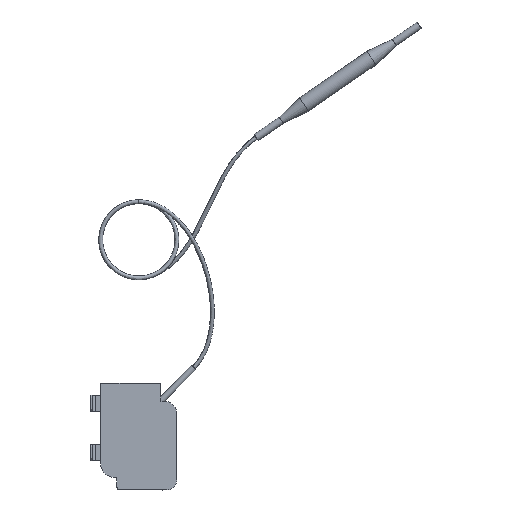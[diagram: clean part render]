
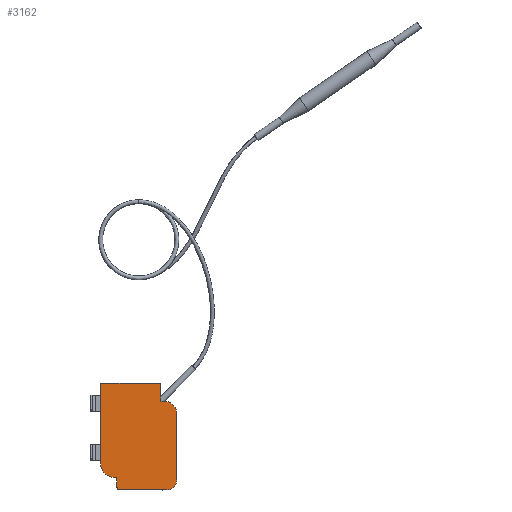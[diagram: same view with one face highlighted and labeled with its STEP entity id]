
A CAD part, front view. The second image highlights one B-rep face of the part: STEP entity #3162.
In plain terms, the highlighted planar face has unit normal (0, -1, 0).
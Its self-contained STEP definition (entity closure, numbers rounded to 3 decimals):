
#661=DIRECTION('',(0.,0.,1.));
#662=VECTOR('',#661,7.);
#663=CARTESIAN_POINT('',(8.6,-15.,15.));
#664=LINE('',#663,#662);
#669=DIRECTION('',(0.,0.,1.));
#670=VECTOR('',#669,3.);
#671=CARTESIAN_POINT('',(-8.6,-15.,-19.));
#672=LINE('',#671,#670);
#673=DIRECTION('',(1.,0.,0.));
#674=VECTOR('',#673,0.1);
#675=CARTESIAN_POINT('',(-9.7,-15.,-15.));
#676=LINE('',#675,#674);
#677=CARTESIAN_POINT('',(-9.7,-15.,-9.7));
#678=DIRECTION('',(0.,-1.,0.));
#679=DIRECTION('',(-1.,0.,0.));
#680=AXIS2_PLACEMENT_3D('',#677,#678,#679);
#682=DIRECTION('',(-1.,0.,0.));
#683=VECTOR('',#682,23.6);
#684=CARTESIAN_POINT('',(8.6,-15.,22.));
#685=LINE('',#684,#683);
#686=DIRECTION('',(-1.,0.,0.));
#687=VECTOR('',#686,1.1);
#688=CARTESIAN_POINT('',(9.7,-15.,15.));
#689=LINE('',#688,#687);
#690=CARTESIAN_POINT('',(9.7,-15.,9.7));
#691=DIRECTION('',(0.,-1.,0.));
#692=DIRECTION('',(1.,0.,0.));
#693=AXIS2_PLACEMENT_3D('',#690,#691,#692);
#695=CARTESIAN_POINT('',(11.,-15.,-16.));
#696=DIRECTION('',(0.,-1.,0.));
#697=DIRECTION('',(0.,0.,-1.));
#698=AXIS2_PLACEMENT_3D('',#695,#696,#697);
#700=DIRECTION('',(-1.,0.,0.));
#701=VECTOR('',#700,18.6);
#702=CARTESIAN_POINT('',(11.,-15.,-20.));
#703=LINE('',#702,#701);
#704=CARTESIAN_POINT('',(-7.6,-15.,-19.));
#705=DIRECTION('',(0.,-1.,0.));
#706=DIRECTION('',(-1.,0.,0.));
#707=AXIS2_PLACEMENT_3D('',#704,#705,#706);
#946=DIRECTION('',(0.,0.,-1.));
#947=VECTOR('',#946,31.7);
#948=CARTESIAN_POINT('',(-15.,-15.,22.));
#949=LINE('',#948,#947);
#1192=CARTESIAN_POINT('',(-9.6,-15.,-16.));
#1193=DIRECTION('',(0.,1.,0.));
#1194=DIRECTION('',(0.,0.,1.));
#1195=AXIS2_PLACEMENT_3D('',#1192,#1193,#1194);
#1331=DIRECTION('',(0.,0.,1.));
#1332=VECTOR('',#1331,25.7);
#1333=CARTESIAN_POINT('',(15.,-15.,-16.));
#1334=LINE('',#1333,#1332);
#1576=CARTESIAN_POINT('',(-15.,-15.,22.));
#1578=VERTEX_POINT('',#1576);
#1597=CARTESIAN_POINT('',(8.6,-15.,22.));
#1599=VERTEX_POINT('',#1597);
#1600=CARTESIAN_POINT('',(8.6,-15.,15.));
#1601=VERTEX_POINT('',#1600);
#1602=CARTESIAN_POINT('',(15.,-15.,9.7));
#1603=CARTESIAN_POINT('',(9.7,-15.,15.));
#1604=VERTEX_POINT('',#1602);
#1605=VERTEX_POINT('',#1603);
#1606=CARTESIAN_POINT('',(-15.,-15.,-9.7));
#1607=CARTESIAN_POINT('',(-9.7,-15.,-15.));
#1608=VERTEX_POINT('',#1606);
#1609=VERTEX_POINT('',#1607);
#1722=CARTESIAN_POINT('',(11.,-15.,-20.));
#1723=CARTESIAN_POINT('',(15.,-15.,-16.));
#1724=VERTEX_POINT('',#1722);
#1725=VERTEX_POINT('',#1723);
#1764=CARTESIAN_POINT('',(-8.6,-15.,-19.));
#1765=CARTESIAN_POINT('',(-7.6,-15.,-20.));
#1766=VERTEX_POINT('',#1764);
#1767=VERTEX_POINT('',#1765);
#1802=CARTESIAN_POINT('',(-9.6,-15.,-15.));
#1803=VERTEX_POINT('',#1802);
#1804=CARTESIAN_POINT('',(-8.6,-15.,-16.));
#1805=VERTEX_POINT('',#1804);
#3132=CARTESIAN_POINT('',(0.,-15.,0.));
#3133=DIRECTION('',(0.,1.,0.));
#3134=DIRECTION('',(1.,0.,0.));
#3135=AXIS2_PLACEMENT_3D('',#3132,#3133,#3134);
#3136=PLANE('',#3135);
#3138=ORIENTED_EDGE('',*,*,#3137,.T.);
#3140=ORIENTED_EDGE('',*,*,#3139,.F.);
#3142=ORIENTED_EDGE('',*,*,#3141,.F.);
#3144=ORIENTED_EDGE('',*,*,#3143,.F.);
#3146=ORIENTED_EDGE('',*,*,#3145,.F.);
#3148=ORIENTED_EDGE('',*,*,#3147,.F.);
#3149=ORIENTED_EDGE('',*,*,#3121,.F.);
#3150=ORIENTED_EDGE('',*,*,#2712,.F.);
#3151=ORIENTED_EDGE('',*,*,#2743,.F.);
#3153=ORIENTED_EDGE('',*,*,#3152,.F.);
#3155=ORIENTED_EDGE('',*,*,#3154,.F.);
#3157=ORIENTED_EDGE('',*,*,#3156,.T.);
#3159=ORIENTED_EDGE('',*,*,#3158,.F.);
#3160=EDGE_LOOP('',(#3138,#3140,#3142,#3144,#3146,#3148,#3149,#3150,#3151,#3153,
#3155,#3157,#3159));
#3161=FACE_OUTER_BOUND('',#3160,.F.);
#3162=ADVANCED_FACE('',(#3161),#3136,.F.);
#681=CIRCLE('',#680,5.3);
#694=CIRCLE('',#693,5.3);
#699=CIRCLE('',#698,4.);
#708=CIRCLE('',#707,1.);
#1196=CIRCLE('',#1195,1.);
#2712=EDGE_CURVE('',#1605,#1601,#689,.T.);
#2743=EDGE_CURVE('',#1604,#1605,#694,.T.);
#3121=EDGE_CURVE('',#1601,#1599,#664,.T.);
#3137=EDGE_CURVE('',#1766,#1805,#672,.T.);
#3139=EDGE_CURVE('',#1803,#1805,#1196,.T.);
#3141=EDGE_CURVE('',#1609,#1803,#676,.T.);
#3143=EDGE_CURVE('',#1608,#1609,#681,.T.);
#3145=EDGE_CURVE('',#1578,#1608,#949,.T.);
#3147=EDGE_CURVE('',#1599,#1578,#685,.T.);
#3152=EDGE_CURVE('',#1725,#1604,#1334,.T.);
#3154=EDGE_CURVE('',#1724,#1725,#699,.T.);
#3156=EDGE_CURVE('',#1724,#1767,#703,.T.);
#3158=EDGE_CURVE('',#1766,#1767,#708,.T.);
